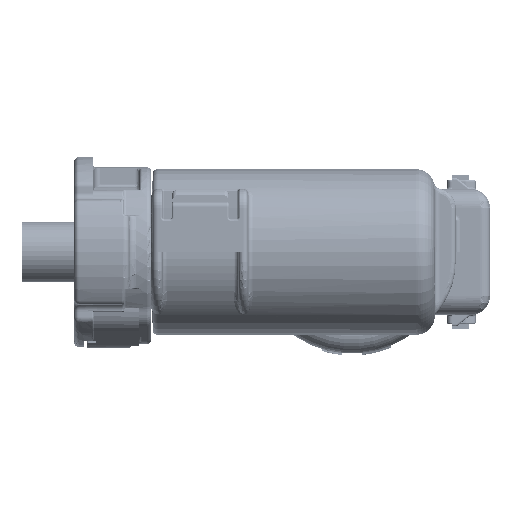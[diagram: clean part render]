
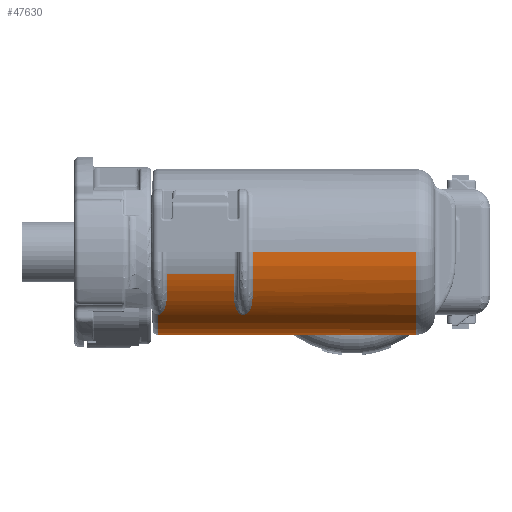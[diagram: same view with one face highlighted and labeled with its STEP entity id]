
A CAD part, left-side view. The second image highlights one B-rep face of the part: STEP entity #47630.
In plain terms, the highlighted cylindrical face has radius 8.7 mm (diameter 17.4 mm), a partial arc.
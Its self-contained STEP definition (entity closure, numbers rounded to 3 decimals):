
#47492=AXIS2_PLACEMENT_3D('Cylinder Axis2P3D',#47489,#47490,#47491) ;
#47513=AXIS2_PLACEMENT_3D('Circle Axis2P3D',#47511,#47512,$) ;
#47527=AXIS2_PLACEMENT_3D('Circle Axis2P3D',#47525,#47526,$) ;
#47572=AXIS2_PLACEMENT_3D('Circle Axis2P3D',#47570,#47571,$) ;
#47586=AXIS2_PLACEMENT_3D('Circle Axis2P3D',#47584,#47585,$) ;
#47612=AXIS2_PLACEMENT_3D('Circle Axis2P3D',#47610,#47611,$) ;
#42648=CARTESIAN_POINT('Vertex',(5.406,20.4,-6.816)) ;
#42662=CARTESIAN_POINT('Vertex',(5.406,3.578,-6.816)) ;
#42665=CARTESIAN_POINT('Line Origine',(5.406,7.1,-6.816)) ;
#44526=CARTESIAN_POINT('Vertex',(5.406,-6.7,-6.816)) ;
#44554=CARTESIAN_POINT('Vertex',(5.406,-3.578,-6.816)) ;
#44557=CARTESIAN_POINT('Line Origine',(5.406,4.845,-6.816)) ;
#47489=CARTESIAN_POINT('Axis2P3D Location',(0.,6.1,0.)) ;
#47495=CARTESIAN_POINT('Control Point',(5.406,3.578,-6.816)) ;
#47496=CARTESIAN_POINT('Control Point',(5.231,3.249,-6.955)) ;
#47497=CARTESIAN_POINT('Control Point',(5.064,2.91,-7.079)) ;
#47498=CARTESIAN_POINT('Control Point',(4.906,2.559,-7.188)) ;
#47499=CARTESIAN_POINT('Control Point',(4.612,1.802,-7.381)) ;
#47500=CARTESIAN_POINT('Control Point',(4.418,0.993,-7.496)) ;
#47501=CARTESIAN_POINT('Control Point',(4.353,0.56,-7.533)) ;
#47502=CARTESIAN_POINT('Control Point',(4.316,-0.341,-7.555)) ;
#47503=CARTESIAN_POINT('Control Point',(4.461,-1.227,-7.47)) ;
#47504=CARTESIAN_POINT('Control Point',(4.58,-1.668,-7.4)) ;
#47505=CARTESIAN_POINT('Control Point',(4.808,-2.325,-7.256)) ;
#47506=CARTESIAN_POINT('Control Point',(5.085,-2.944,-7.061)) ;
#47507=CARTESIAN_POINT('Control Point',(5.189,-3.16,-6.985)) ;
#47508=CARTESIAN_POINT('Control Point',(5.296,-3.371,-6.904)) ;
#47509=CARTESIAN_POINT('Control Point',(5.406,-3.578,-6.816)) ;
#47511=CARTESIAN_POINT('Axis2P3D Location',(0.,-6.7,0.)) ;
#47515=CARTESIAN_POINT('Vertex',(-8.7,-6.7,0.)) ;
#47518=CARTESIAN_POINT('Line Origine',(-8.7,6.1,0.)) ;
#47522=CARTESIAN_POINT('Vertex',(-8.7,10.4,0.)) ;
#47525=CARTESIAN_POINT('Axis2P3D Location',(0.,10.4,0.)) ;
#47529=CARTESIAN_POINT('Vertex',(-7.665,10.4,-4.115)) ;
#47533=CARTESIAN_POINT('Control Point',(-5.674,11.4,-6.595)) ;
#47534=CARTESIAN_POINT('Control Point',(-5.674,11.295,-6.595)) ;
#47535=CARTESIAN_POINT('Control Point',(-5.7,11.19,-6.573)) ;
#47536=CARTESIAN_POINT('Control Point',(-5.75,11.104,-6.53)) ;
#47537=CARTESIAN_POINT('Control Point',(-5.864,10.947,-6.428)) ;
#47538=CARTESIAN_POINT('Control Point',(-5.998,10.835,-6.303)) ;
#47539=CARTESIAN_POINT('Control Point',(-6.071,10.783,-6.232)) ;
#47540=CARTESIAN_POINT('Control Point',(-6.26,10.669,-6.045)) ;
#47541=CARTESIAN_POINT('Control Point',(-6.449,10.59,-5.843)) ;
#47542=CARTESIAN_POINT('Control Point',(-6.562,10.551,-5.716)) ;
#47543=CARTESIAN_POINT('Control Point',(-6.88,10.46,-5.34)) ;
#47544=CARTESIAN_POINT('Control Point',(-7.173,10.419,-4.94)) ;
#47545=CARTESIAN_POINT('Control Point',(-7.35,10.405,-4.671)) ;
#47546=CARTESIAN_POINT('Control Point',(-7.515,10.4,-4.396)) ;
#47547=CARTESIAN_POINT('Control Point',(-7.665,10.4,-4.115)) ;
#47548=CARTESIAN_POINT('Vertex',(-5.674,11.4,-6.595)) ;
#47552=CARTESIAN_POINT('Control Point',(-7.665,12.4,-4.115)) ;
#47553=CARTESIAN_POINT('Control Point',(-7.503,12.4,-4.417)) ;
#47554=CARTESIAN_POINT('Control Point',(-7.325,12.394,-4.714)) ;
#47555=CARTESIAN_POINT('Control Point',(-7.13,12.377,-5.004)) ;
#47556=CARTESIAN_POINT('Control Point',(-6.827,12.331,-5.408)) ;
#47557=CARTESIAN_POINT('Control Point',(-6.498,12.227,-5.788)) ;
#47558=CARTESIAN_POINT('Control Point',(-6.395,12.188,-5.901)) ;
#47559=CARTESIAN_POINT('Control Point',(-6.225,12.112,-6.081)) ;
#47560=CARTESIAN_POINT('Control Point',(-6.056,12.005,-6.247)) ;
#47561=CARTESIAN_POINT('Control Point',(-5.991,11.958,-6.31)) ;
#47562=CARTESIAN_POINT('Control Point',(-5.864,11.85,-6.428)) ;
#47563=CARTESIAN_POINT('Control Point',(-5.753,11.703,-6.527)) ;
#47564=CARTESIAN_POINT('Control Point',(-5.702,11.616,-6.571)) ;
#47565=CARTESIAN_POINT('Control Point',(-5.674,11.508,-6.595)) ;
#47566=CARTESIAN_POINT('Control Point',(-5.674,11.4,-6.595)) ;
#47567=CARTESIAN_POINT('Vertex',(-7.665,12.4,-4.115)) ;
#47570=CARTESIAN_POINT('Axis2P3D Location',(0.,12.4,0.)) ;
#47574=CARTESIAN_POINT('Vertex',(-8.383,12.4,-2.327)) ;
#47577=CARTESIAN_POINT('Line Origine',(-8.383,6.1,-2.327)) ;
#47581=CARTESIAN_POINT('Vertex',(-8.383,19.4,-2.327)) ;
#47584=CARTESIAN_POINT('Axis2P3D Location',(0.,19.4,0.)) ;
#47588=CARTESIAN_POINT('Vertex',(-7.665,19.4,-4.115)) ;
#47592=CARTESIAN_POINT('Control Point',(-7.665,19.4,-4.115)) ;
#47593=CARTESIAN_POINT('Control Point',(-7.503,19.4,-4.417)) ;
#47594=CARTESIAN_POINT('Control Point',(-7.325,19.406,-4.714)) ;
#47595=CARTESIAN_POINT('Control Point',(-7.13,19.423,-5.004)) ;
#47596=CARTESIAN_POINT('Control Point',(-6.827,19.469,-5.408)) ;
#47597=CARTESIAN_POINT('Control Point',(-6.498,19.573,-5.788)) ;
#47598=CARTESIAN_POINT('Control Point',(-6.395,19.612,-5.901)) ;
#47599=CARTESIAN_POINT('Control Point',(-6.225,19.688,-6.081)) ;
#47600=CARTESIAN_POINT('Control Point',(-6.056,19.795,-6.247)) ;
#47601=CARTESIAN_POINT('Control Point',(-5.991,19.842,-6.31)) ;
#47602=CARTESIAN_POINT('Control Point',(-5.864,19.95,-6.428)) ;
#47603=CARTESIAN_POINT('Control Point',(-5.753,20.097,-6.527)) ;
#47604=CARTESIAN_POINT('Control Point',(-5.702,20.184,-6.571)) ;
#47605=CARTESIAN_POINT('Control Point',(-5.674,20.292,-6.595)) ;
#47606=CARTESIAN_POINT('Control Point',(-5.674,20.4,-6.595)) ;
#47607=CARTESIAN_POINT('Vertex',(-5.674,20.4,-6.595)) ;
#47610=CARTESIAN_POINT('Axis2P3D Location',(0.,20.4,0.)) ;
#42666=DIRECTION('Vector Direction',(0.,1.,0.)) ;
#44558=DIRECTION('Vector Direction',(0.,-1.,0.)) ;
#47490=DIRECTION('Axis2P3D Direction',(0.,-1.,0.)) ;
#47491=DIRECTION('Axis2P3D XDirection',(-1.,0.,0.)) ;
#47512=DIRECTION('Axis2P3D Direction',(0.,-1.,0.)) ;
#47519=DIRECTION('Vector Direction',(0.,-1.,0.)) ;
#47526=DIRECTION('Axis2P3D Direction',(0.,-1.,0.)) ;
#47571=DIRECTION('Axis2P3D Direction',(0.,-1.,0.)) ;
#47578=DIRECTION('Vector Direction',(0.,-1.,0.)) ;
#47585=DIRECTION('Axis2P3D Direction',(0.,-1.,0.)) ;
#47611=DIRECTION('Axis2P3D Direction',(0.,-1.,0.)) ;
#42667=VECTOR('Line Direction',#42666,1.) ;
#44559=VECTOR('Line Direction',#44558,1.) ;
#47520=VECTOR('Line Direction',#47519,1.) ;
#47579=VECTOR('Line Direction',#47578,1.) ;
#47616=ORIENTED_EDGE('',*,*,#42669,.F.) ;
#47617=ORIENTED_EDGE('',*,*,#47510,.F.) ;
#47618=ORIENTED_EDGE('',*,*,#44561,.T.) ;
#47619=ORIENTED_EDGE('',*,*,#47517,.F.) ;
#47620=ORIENTED_EDGE('',*,*,#47524,.F.) ;
#47621=ORIENTED_EDGE('',*,*,#47531,.T.) ;
#47622=ORIENTED_EDGE('',*,*,#47550,.T.) ;
#47623=ORIENTED_EDGE('',*,*,#47569,.T.) ;
#47624=ORIENTED_EDGE('',*,*,#47576,.T.) ;
#47625=ORIENTED_EDGE('',*,*,#47583,.F.) ;
#47626=ORIENTED_EDGE('',*,*,#47590,.F.) ;
#47627=ORIENTED_EDGE('',*,*,#47609,.F.) ;
#47628=ORIENTED_EDGE('',*,*,#47614,.T.) ;
#47630=ADVANCED_FACE('SV241 cap top',(#47629),#47493,.T.) ;
#47494=B_SPLINE_CURVE_WITH_KNOTS('',5,(#47495,#47496,#47497,#47498,#47499,#47500,#47501,#47502,#47503,#47504,#47505,#47506,#47507,#47508,#47509),.UNSPECIFIED.,.F.,.U.,(6,3,3,3,6),(0.,2.835,5.904,9.137,10.92),.UNSPECIFIED.) ;
#47532=B_SPLINE_CURVE_WITH_KNOTS('',5,(#47533,#47534,#47535,#47536,#47537,#47538,#47539,#47540,#47541,#47542,#47543,#47544,#47545,#47546,#47547),.UNSPECIFIED.,.F.,.U.,(6,3,3,3,6),(0.,0.683,1.472,2.703,5.047),.UNSPECIFIED.) ;
#47551=B_SPLINE_CURVE_WITH_KNOTS('',5,(#47552,#47553,#47554,#47555,#47556,#47557,#47558,#47559,#47560,#47561,#47562,#47563,#47564,#47565,#47566),.UNSPECIFIED.,.F.,.U.,(6,3,3,3,6),(0.,2.527,3.642,4.341,5.046),.UNSPECIFIED.) ;
#47591=B_SPLINE_CURVE_WITH_KNOTS('',5,(#47592,#47593,#47594,#47595,#47596,#47597,#47598,#47599,#47600,#47601,#47602,#47603,#47604,#47605,#47606),.UNSPECIFIED.,.F.,.U.,(6,3,3,3,6),(0.,2.527,3.642,4.341,5.046),.UNSPECIFIED.) ;
#47514=CIRCLE('generated circle',#47513,8.7) ;
#47528=CIRCLE('generated circle',#47527,8.7) ;
#47573=CIRCLE('generated circle',#47572,8.7) ;
#47587=CIRCLE('generated circle',#47586,8.7) ;
#47613=CIRCLE('generated circle',#47612,8.7) ;
#47493=CYLINDRICAL_SURFACE('generated cylinder',#47492,8.7) ;
#42669=EDGE_CURVE('',#42663,#42649,#42668,.T.) ;
#44561=EDGE_CURVE('',#44555,#44527,#44560,.T.) ;
#47510=EDGE_CURVE('',#44555,#42663,#47494,.F.) ;
#47517=EDGE_CURVE('',#47516,#44527,#47514,.T.) ;
#47524=EDGE_CURVE('',#47523,#47516,#47521,.T.) ;
#47531=EDGE_CURVE('',#47523,#47530,#47528,.T.) ;
#47550=EDGE_CURVE('',#47530,#47549,#47532,.F.) ;
#47569=EDGE_CURVE('',#47549,#47568,#47551,.F.) ;
#47576=EDGE_CURVE('',#47568,#47575,#47573,.F.) ;
#47583=EDGE_CURVE('',#47582,#47575,#47580,.T.) ;
#47590=EDGE_CURVE('',#47589,#47582,#47587,.F.) ;
#47609=EDGE_CURVE('',#47608,#47589,#47591,.F.) ;
#47614=EDGE_CURVE('',#47608,#42649,#47613,.T.) ;
#47615=EDGE_LOOP('',(#47616,#47617,#47618,#47619,#47620,#47621,#47622,#47623,#47624,#47625,#47626,#47627,#47628)) ;
#47629=FACE_OUTER_BOUND('',#47615,.T.) ;
#42668=LINE('Line',#42665,#42667) ;
#44560=LINE('Line',#44557,#44559) ;
#47521=LINE('Line',#47518,#47520) ;
#47580=LINE('Line',#47577,#47579) ;
#42649=VERTEX_POINT('',#42648) ;
#42663=VERTEX_POINT('',#42662) ;
#44527=VERTEX_POINT('',#44526) ;
#44555=VERTEX_POINT('',#44554) ;
#47516=VERTEX_POINT('',#47515) ;
#47523=VERTEX_POINT('',#47522) ;
#47530=VERTEX_POINT('',#47529) ;
#47549=VERTEX_POINT('',#47548) ;
#47568=VERTEX_POINT('',#47567) ;
#47575=VERTEX_POINT('',#47574) ;
#47582=VERTEX_POINT('',#47581) ;
#47589=VERTEX_POINT('',#47588) ;
#47608=VERTEX_POINT('',#47607) ;
